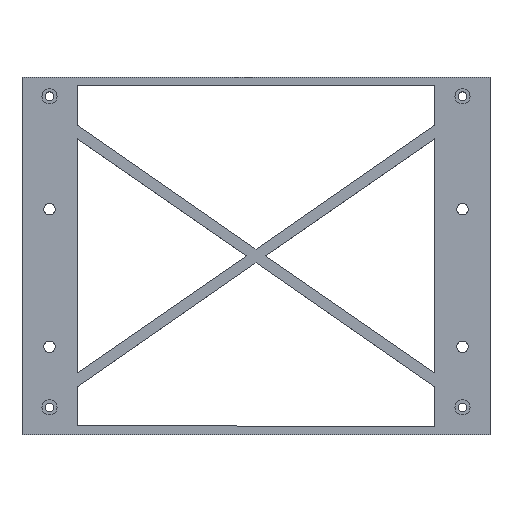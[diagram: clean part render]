
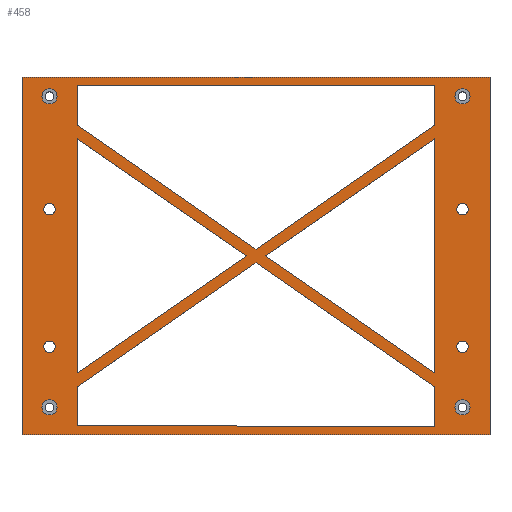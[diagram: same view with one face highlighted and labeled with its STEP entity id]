
A CAD part, top view. The second image highlights one B-rep face of the part: STEP entity #458.
In plain terms, the highlighted planar face has unit normal (0, 0, 1).
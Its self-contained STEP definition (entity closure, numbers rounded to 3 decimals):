
#187=CARTESIAN_POINT('',(0.,-2.,7.));
#188=DIRECTION('',(0.,0.,1.));
#189=DIRECTION('',(1.,0.,0.));
#190=AXIS2_PLACEMENT_3D('',#187,#188,#189);
#191=PLANE('',#190);
#192=CARTESIAN_POINT('',(162.75,123.,7.));
#193=VERTEX_POINT('',#192);
#194=CARTESIAN_POINT('',(160.,123.,7.));
#195=DIRECTION('',(0.,0.,1.));
#196=DIRECTION('',(1.,0.,-0.));
#197=AXIS2_PLACEMENT_3D('',#194,#195,#196);
#198=CIRCLE('',#197,2.75);
#199=EDGE_CURVE('',#193,#193,#198,.T.);
#200=ORIENTED_EDGE('',*,*,#199,.F.);
#201=EDGE_LOOP('',(#200));
#202=FACE_BOUND('',#201,.T.);
#203=CARTESIAN_POINT('',(162.75,10.,7.));
#204=VERTEX_POINT('',#203);
#205=CARTESIAN_POINT('',(160.,10.,7.));
#206=DIRECTION('',(0.,0.,1.));
#207=DIRECTION('',(1.,0.,-0.));
#208=AXIS2_PLACEMENT_3D('',#205,#206,#207);
#209=CIRCLE('',#208,2.75);
#210=EDGE_CURVE('',#204,#204,#209,.T.);
#211=ORIENTED_EDGE('',*,*,#210,.F.);
#212=EDGE_LOOP('',(#211));
#213=FACE_BOUND('',#212,.T.);
#214=CARTESIAN_POINT('',(12.75,123.,7.));
#215=VERTEX_POINT('',#214);
#216=CARTESIAN_POINT('',(10.,123.,7.));
#217=DIRECTION('',(0.,0.,1.));
#218=DIRECTION('',(1.,0.,-0.));
#219=AXIS2_PLACEMENT_3D('',#216,#217,#218);
#220=CIRCLE('',#219,2.75);
#221=EDGE_CURVE('',#215,#215,#220,.T.);
#222=ORIENTED_EDGE('',*,*,#221,.F.);
#223=EDGE_LOOP('',(#222));
#224=FACE_BOUND('',#223,.T.);
#225=CARTESIAN_POINT('',(12.75,10.,7.));
#226=VERTEX_POINT('',#225);
#227=CARTESIAN_POINT('',(10.,10.,7.));
#228=DIRECTION('',(0.,0.,1.));
#229=DIRECTION('',(1.,0.,-0.));
#230=AXIS2_PLACEMENT_3D('',#227,#228,#229);
#231=CIRCLE('',#230,2.75);
#232=EDGE_CURVE('',#226,#226,#231,.T.);
#233=ORIENTED_EDGE('',*,*,#232,.F.);
#234=EDGE_LOOP('',(#233));
#235=FACE_BOUND('',#234,.T.);
#236=CARTESIAN_POINT('',(162.1,82.,7.));
#237=VERTEX_POINT('',#236);
#238=CARTESIAN_POINT('',(160.,82.,7.));
#239=DIRECTION('',(0.,0.,1.));
#240=DIRECTION('',(1.,0.,-0.));
#241=AXIS2_PLACEMENT_3D('',#238,#239,#240);
#242=CIRCLE('',#241,2.1);
#243=EDGE_CURVE('',#237,#237,#242,.T.);
#244=ORIENTED_EDGE('',*,*,#243,.F.);
#245=EDGE_LOOP('',(#244));
#246=FACE_BOUND('',#245,.T.);
#247=CARTESIAN_POINT('',(162.1,32.,7.));
#248=VERTEX_POINT('',#247);
#249=CARTESIAN_POINT('',(160.,32.,7.));
#250=DIRECTION('',(0.,0.,1.));
#251=DIRECTION('',(1.,0.,-0.));
#252=AXIS2_PLACEMENT_3D('',#249,#250,#251);
#253=CIRCLE('',#252,2.1);
#254=EDGE_CURVE('',#248,#248,#253,.T.);
#255=ORIENTED_EDGE('',*,*,#254,.F.);
#256=EDGE_LOOP('',(#255));
#257=FACE_BOUND('',#256,.T.);
#258=CARTESIAN_POINT('',(12.1,82.,7.));
#259=VERTEX_POINT('',#258);
#260=CARTESIAN_POINT('',(10.,82.,7.));
#261=DIRECTION('',(0.,0.,1.));
#262=DIRECTION('',(1.,0.,-0.));
#263=AXIS2_PLACEMENT_3D('',#260,#261,#262);
#264=CIRCLE('',#263,2.1);
#265=EDGE_CURVE('',#259,#259,#264,.T.);
#266=ORIENTED_EDGE('',*,*,#265,.F.);
#267=EDGE_LOOP('',(#266));
#268=FACE_BOUND('',#267,.T.);
#269=CARTESIAN_POINT('',(12.1,32.,7.));
#270=VERTEX_POINT('',#269);
#271=CARTESIAN_POINT('',(10.,32.,7.));
#272=DIRECTION('',(0.,0.,1.));
#273=DIRECTION('',(1.,0.,-0.));
#274=AXIS2_PLACEMENT_3D('',#271,#272,#273);
#275=CIRCLE('',#274,2.1);
#276=EDGE_CURVE('',#270,#270,#275,.T.);
#277=ORIENTED_EDGE('',*,*,#276,.F.);
#278=EDGE_LOOP('',(#277));
#279=FACE_BOUND('',#278,.T.);
#280=CARTESIAN_POINT('',(20.,127.,7.));
#281=VERTEX_POINT('',#280);
#282=CARTESIAN_POINT('',(20.,112.5,7.));
#283=VERTEX_POINT('',#282);
#284=CARTESIAN_POINT('',(20.,127.,7.));
#285=DIRECTION('',(-0.,-1.,0.));
#286=VECTOR('',#285,14.5);
#287=LINE('',#284,#286);
#288=EDGE_CURVE('',#281,#283,#287,.T.);
#289=ORIENTED_EDGE('',*,*,#288,.F.);
#290=CARTESIAN_POINT('',(150.,127.,7.));
#291=VERTEX_POINT('',#290);
#292=CARTESIAN_POINT('',(20.,127.,7.));
#293=DIRECTION('',(1.,0.,-0.));
#294=VECTOR('',#293,130.);
#295=LINE('',#292,#294);
#296=EDGE_CURVE('',#281,#291,#295,.T.);
#297=ORIENTED_EDGE('',*,*,#296,.T.);
#298=CARTESIAN_POINT('',(150.,112.5,7.));
#299=VERTEX_POINT('',#298);
#300=CARTESIAN_POINT('',(150.,127.,7.));
#301=DIRECTION('',(-0.,-1.,0.));
#302=VECTOR('',#301,14.5);
#303=LINE('',#300,#302);
#304=EDGE_CURVE('',#291,#299,#303,.T.);
#305=ORIENTED_EDGE('',*,*,#304,.T.);
#306=CARTESIAN_POINT('',(85.,67.5,7.));
#307=VERTEX_POINT('',#306);
#308=CARTESIAN_POINT('',(150.,112.5,7.));
#309=DIRECTION('',(-0.822,-0.569,0.));
#310=VECTOR('',#309,79.057);
#311=LINE('',#308,#310);
#312=EDGE_CURVE('',#299,#307,#311,.T.);
#313=ORIENTED_EDGE('',*,*,#312,.T.);
#314=CARTESIAN_POINT('',(20.,112.5,7.));
#315=DIRECTION('',(0.822,-0.569,0.));
#316=VECTOR('',#315,79.057);
#317=LINE('',#314,#316);
#318=EDGE_CURVE('',#283,#307,#317,.T.);
#319=ORIENTED_EDGE('',*,*,#318,.F.);
#320=EDGE_LOOP('',(#289,#297,#305,#313,#319));
#321=FACE_BOUND('',#320,.T.);
#322=CARTESIAN_POINT('',(0.,130.,7.));
#323=VERTEX_POINT('',#322);
#324=CARTESIAN_POINT('',(170.,130.,7.));
#325=VERTEX_POINT('',#324);
#326=CARTESIAN_POINT('',(0.,130.,7.));
#327=DIRECTION('',(1.,0.,-0.));
#328=VECTOR('',#327,170.);
#329=LINE('',#326,#328);
#330=EDGE_CURVE('',#323,#325,#329,.T.);
#331=ORIENTED_EDGE('',*,*,#330,.F.);
#332=CARTESIAN_POINT('',(0.,0.,7.));
#333=VERTEX_POINT('',#332);
#334=CARTESIAN_POINT('',(0.,0.,7.));
#335=DIRECTION('',(0.,1.,0.));
#336=VECTOR('',#335,130.);
#337=LINE('',#334,#336);
#338=EDGE_CURVE('',#333,#323,#337,.T.);
#339=ORIENTED_EDGE('',*,*,#338,.F.);
#340=CARTESIAN_POINT('',(170.,0.,7.));
#341=VERTEX_POINT('',#340);
#342=CARTESIAN_POINT('',(0.,0.,7.));
#343=DIRECTION('',(1.,0.,-0.));
#344=VECTOR('',#343,170.);
#345=LINE('',#342,#344);
#346=EDGE_CURVE('',#333,#341,#345,.T.);
#347=ORIENTED_EDGE('',*,*,#346,.T.);
#348=CARTESIAN_POINT('',(170.,0.,7.));
#349=DIRECTION('',(0.,1.,0.));
#350=VECTOR('',#349,130.);
#351=LINE('',#348,#350);
#352=EDGE_CURVE('',#341,#325,#351,.T.);
#353=ORIENTED_EDGE('',*,*,#352,.T.);
#354=EDGE_LOOP('',(#331,#339,#347,#353));
#355=FACE_BOUND('',#354,.T.);
#356=CARTESIAN_POINT('',(81.389,65.,7.));
#357=VERTEX_POINT('',#356);
#358=CARTESIAN_POINT('',(20.,22.5,7.));
#359=VERTEX_POINT('',#358);
#360=CARTESIAN_POINT('',(81.389,65.,7.));
#361=DIRECTION('',(-0.822,-0.569,0.));
#362=VECTOR('',#361,74.665);
#363=LINE('',#360,#362);
#364=EDGE_CURVE('',#357,#359,#363,.T.);
#365=ORIENTED_EDGE('',*,*,#364,.T.);
#366=CARTESIAN_POINT('',(20.,107.5,7.));
#367=VERTEX_POINT('',#366);
#368=CARTESIAN_POINT('',(20.,107.5,7.));
#369=DIRECTION('',(-0.,-1.,0.));
#370=VECTOR('',#369,85.);
#371=LINE('',#368,#370);
#372=EDGE_CURVE('',#367,#359,#371,.T.);
#373=ORIENTED_EDGE('',*,*,#372,.F.);
#374=CARTESIAN_POINT('',(20.,107.5,7.));
#375=DIRECTION('',(0.822,-0.569,0.));
#376=VECTOR('',#375,74.665);
#377=LINE('',#374,#376);
#378=EDGE_CURVE('',#367,#357,#377,.T.);
#379=ORIENTED_EDGE('',*,*,#378,.T.);
#380=EDGE_LOOP('',(#365,#373,#379));
#381=FACE_BOUND('',#380,.T.);
#382=CARTESIAN_POINT('',(20.,17.5,7.));
#383=VERTEX_POINT('',#382);
#384=CARTESIAN_POINT('',(20.,3.446,7.));
#385=VERTEX_POINT('',#384);
#386=CARTESIAN_POINT('',(20.,17.5,7.));
#387=DIRECTION('',(-0.,-1.,0.));
#388=VECTOR('',#387,14.054);
#389=LINE('',#386,#388);
#390=EDGE_CURVE('',#383,#385,#389,.T.);
#391=ORIENTED_EDGE('',*,*,#390,.F.);
#392=CARTESIAN_POINT('',(85.,62.5,7.));
#393=VERTEX_POINT('',#392);
#394=CARTESIAN_POINT('',(85.,62.5,7.));
#395=DIRECTION('',(-0.822,-0.569,0.));
#396=VECTOR('',#395,79.057);
#397=LINE('',#394,#396);
#398=EDGE_CURVE('',#393,#383,#397,.T.);
#399=ORIENTED_EDGE('',*,*,#398,.F.);
#400=CARTESIAN_POINT('',(150.,17.5,7.));
#401=VERTEX_POINT('',#400);
#402=CARTESIAN_POINT('',(85.,62.5,7.));
#403=DIRECTION('',(0.822,-0.569,0.));
#404=VECTOR('',#403,79.057);
#405=LINE('',#402,#404);
#406=EDGE_CURVE('',#393,#401,#405,.T.);
#407=ORIENTED_EDGE('',*,*,#406,.T.);
#408=CARTESIAN_POINT('',(150.,3.,7.));
#409=VERTEX_POINT('',#408);
#410=CARTESIAN_POINT('',(150.,17.5,7.));
#411=DIRECTION('',(0.,-1.,0.));
#412=VECTOR('',#411,14.5);
#413=LINE('',#410,#412);
#414=EDGE_CURVE('',#401,#409,#413,.T.);
#415=ORIENTED_EDGE('',*,*,#414,.T.);
#416=CARTESIAN_POINT('',(146.528,3.,7.));
#417=VERTEX_POINT('',#416);
#418=CARTESIAN_POINT('',(146.528,3.,7.));
#419=DIRECTION('',(1.,0.,0.));
#420=VECTOR('',#419,3.472);
#421=LINE('',#418,#420);
#422=EDGE_CURVE('',#417,#409,#421,.T.);
#423=ORIENTED_EDGE('',*,*,#422,.F.);
#424=CARTESIAN_POINT('',(20.,3.446,7.));
#425=DIRECTION('',(1.,-0.004,0.));
#426=VECTOR('',#425,126.529);
#427=LINE('',#424,#426);
#428=EDGE_CURVE('',#385,#417,#427,.T.);
#429=ORIENTED_EDGE('',*,*,#428,.F.);
#430=EDGE_LOOP('',(#391,#399,#407,#415,#423,#429));
#431=FACE_BOUND('',#430,.T.);
#432=CARTESIAN_POINT('',(88.611,65.,7.));
#433=VERTEX_POINT('',#432);
#434=CARTESIAN_POINT('',(150.,22.5,7.));
#435=VERTEX_POINT('',#434);
#436=CARTESIAN_POINT('',(88.611,65.,7.));
#437=DIRECTION('',(0.822,-0.569,0.));
#438=VECTOR('',#437,74.665);
#439=LINE('',#436,#438);
#440=EDGE_CURVE('',#433,#435,#439,.T.);
#441=ORIENTED_EDGE('',*,*,#440,.F.);
#442=CARTESIAN_POINT('',(150.,107.5,7.));
#443=VERTEX_POINT('',#442);
#444=CARTESIAN_POINT('',(150.,107.5,7.));
#445=DIRECTION('',(-0.822,-0.569,0.));
#446=VECTOR('',#445,74.665);
#447=LINE('',#444,#446);
#448=EDGE_CURVE('',#443,#433,#447,.T.);
#449=ORIENTED_EDGE('',*,*,#448,.F.);
#450=CARTESIAN_POINT('',(150.,107.5,7.));
#451=DIRECTION('',(-0.,-1.,0.));
#452=VECTOR('',#451,85.);
#453=LINE('',#450,#452);
#454=EDGE_CURVE('',#443,#435,#453,.T.);
#455=ORIENTED_EDGE('',*,*,#454,.T.);
#456=EDGE_LOOP('',(#441,#449,#455));
#457=FACE_BOUND('',#456,.T.);
#458=ADVANCED_FACE('',(#202,#213,#224,#235,#246,#257,#268,#279,#321,#355,#381,#431,#457),#191,.T.);
